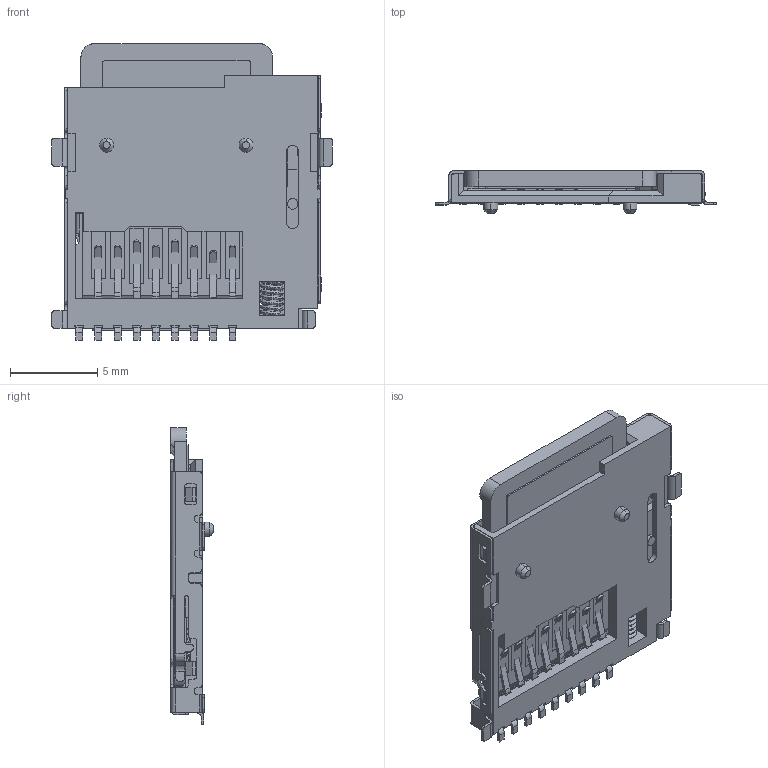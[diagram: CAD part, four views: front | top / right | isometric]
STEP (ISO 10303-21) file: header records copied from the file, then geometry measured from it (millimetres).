
FILE_DESCRIPTION (( 'STEP AP214' ), '1' );
FILE_NAME ('MicroSD_Socket.STEP', '2023-01-04T18:58:44', ( 'Rotor' ), ( '' ), 'SwSTEP 2.0', 'SolidWorks 2012', '' );
FILE_SCHEMA (( 'AUTOMOTIVE_DESIGN' ));
Length unit declared in the file: millimetre
Products named in the file (11): Pin_CardIn^MicroSD_Socket; MicroSD_Card^MicroSD_Socket; Pin_Long^MicroSD_Socket; Pin_Short^MicroSD_Socket; Pin_Middle^MicroSD_Socket; Lid^MicroSD_Socket; Spring^MicroSD_Socket; Brace^MicroSD_Socket; Insert^MicroSD_Socket; Case^MicroSD_Socket; MicroSD_Socket
Assembly tree (15 placements, depth 2):
  MicroSD_Socket
    Case^MicroSD_Socket
    Insert^MicroSD_Socket
    Brace^MicroSD_Socket
    Spring^MicroSD_Socket
    Lid^MicroSD_Socket
    Pin_Middle^MicroSD_Socket  x5
    Pin_Short^MicroSD_Socket
    Pin_Long^MicroSD_Socket  x2
    MicroSD_Card^MicroSD_Socket
    Pin_CardIn^MicroSD_Socket
Bounding box: 16.1 x 2.45 x 17.05 mm (x, y, z)
Volume: 298.3 mm3; surface area: 1569.5 mm2
Topology: 23 solids, 23 shells, 1150 faces, 3174 edges, 2069 vertices
Faces by surface type: plane 754, cylinder 340, torus 45, bspline 6, cone 5
Entity records: 36716 total; most frequent: CARTESIAN_POINT 8861, ORIENTED_EDGE 5510, DIRECTION 5366, EDGE_CURVE 2755, VECTOR 2052, LINE 2052, VERTEX_POINT 1799, AXIS2_PLACEMENT_3D 1657
